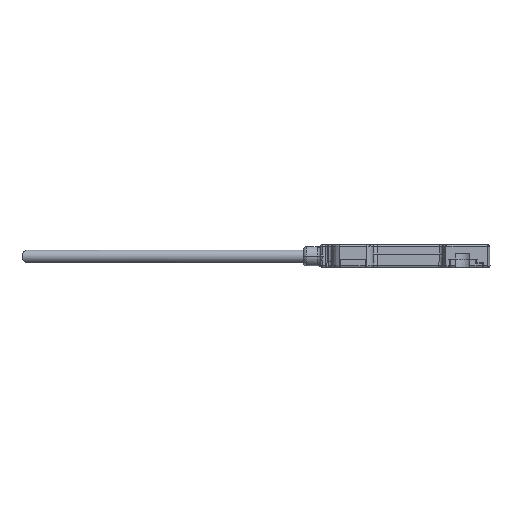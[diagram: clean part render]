
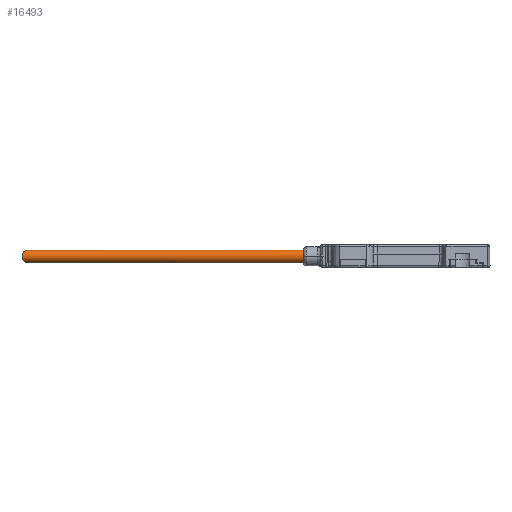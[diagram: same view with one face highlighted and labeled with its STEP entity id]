
A CAD part, left-side view. The second image highlights one B-rep face of the part: STEP entity #16493.
In plain terms, the highlighted cylindrical face has radius 1.102 mm (diameter 2.205 mm), a partial arc.
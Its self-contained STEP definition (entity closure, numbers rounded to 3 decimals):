
#281 = VERTEX_POINT ( 'NONE', #300 ) ;
#300 = CARTESIAN_POINT ( 'NONE',  ( -44.622, -40.393, 1.128 ) ) ;
#545 = CARTESIAN_POINT ( 'NONE',  ( -43.845, 11.503, 0.807 ) ) ;
#794 = DIRECTION ( 'NONE',  ( 0., 1., 0. ) ) ;
#810 = CARTESIAN_POINT ( 'NONE',  ( -44.519, -40.379, 1.026 ) ) ;
#1696 = CARTESIAN_POINT ( 'NONE',  ( -44.947, -40.425, 1.766 ) ) ;
#2043 = CARTESIAN_POINT ( 'NONE',  ( -44.807, -40.415, 2.467 ) ) ;
#2760 = CARTESIAN_POINT ( 'NONE',  ( -44.399, -40.367, 0.946 ) ) ;
#3312 = CARTESIAN_POINT ( 'NONE',  ( -43.845, -40.347, 0.807 ) ) ;
#3534 = CARTESIAN_POINT ( 'NONE',  ( -44.918, -40.424, 2.199 ) ) ;
#3897 = B_SPLINE_CURVE_WITH_KNOTS ( 'NONE', 3,
 ( #11255, #810, #2760, #9643, #8138, #9759 ),
 .UNSPECIFIED., .F., .F.,
 ( 4, 2, 4 ),
 ( 0., 0., 0.001 ),
 .UNSPECIFIED. ) ;
#4462 = ORIENTED_EDGE ( 'NONE', *, *, #5631, .T. ) ;
#4491 = AXIS2_PLACEMENT_3D ( 'NONE', #15334, #22349, #13731 ) ;
#4994 = VERTEX_POINT ( 'NONE', #12735 ) ;
#5099 = DIRECTION ( 'NONE',  ( 0., 1., 0. ) ) ;
#5253 = CARTESIAN_POINT ( 'NONE',  ( -44.725, -40.407, 1.231 ) ) ;
#5345 = CARTESIAN_POINT ( 'NONE',  ( -44.132, -40.351, 2.983 ) ) ;
#5631 = EDGE_CURVE ( 'NONE', #18918, #9128, #15886, .T. ) ;
#5641 = ORIENTED_EDGE ( 'NONE', *, *, #20959, .F. ) ;
#6398 = CARTESIAN_POINT ( 'NONE',  ( -43.845, 11.503, 0.807 ) ) ;
#6709 = FACE_OUTER_BOUND ( 'NONE', #16468, .T. ) ;
#6797 = CARTESIAN_POINT ( 'NONE',  ( -43.845, 11.503, 3.012 ) ) ;
#7276 = CARTESIAN_POINT ( 'NONE',  ( -44.622, -40.393, 2.691 ) ) ;
#7645 = VERTEX_POINT ( 'NONE', #545 ) ;
#7750 = ORIENTED_EDGE ( 'NONE', *, *, #8718, .F. ) ;
#8117 = CARTESIAN_POINT ( 'NONE',  ( -46.049, 13.707, 3.012 ) ) ;
#8138 = CARTESIAN_POINT ( 'NONE',  ( -43.988, -40.347, 0.807 ) ) ;
#8718 = EDGE_CURVE ( 'NONE', #18918, #4994, #20237, .T. ) ;
#9128 = VERTEX_POINT ( 'NONE', #6797 ) ;
#9219 = ORIENTED_EDGE ( 'NONE', *, *, #21225, .F. ) ;
#9295 = LINE ( 'NONE', #19986, #22503 ) ;
#9643 = CARTESIAN_POINT ( 'NONE',  ( -44.132, -40.351, 0.836 ) ) ;
#9759 = CARTESIAN_POINT ( 'NONE',  ( -43.845, -40.347, 0.807 ) ) ;
#10053 = CYLINDRICAL_SURFACE ( 'NONE', #4491, 1.102 ) ;
#10537 = CARTESIAN_POINT ( 'NONE',  ( -44.725, -40.407, 2.588 ) ) ;
#10657 = CARTESIAN_POINT ( 'NONE',  ( -43.845, -40.347, 3.012 ) ) ;
#11255 = CARTESIAN_POINT ( 'NONE',  ( -44.622, -40.393, 1.128 ) ) ;
#12032 = CARTESIAN_POINT ( 'NONE',  ( -43.845, 11.503, 3.012 ) ) ;
#12341 = EDGE_CURVE ( 'NONE', #281, #18721, #3897, .T. ) ;
#12600 = CARTESIAN_POINT ( 'NONE',  ( -44.918, -40.424, 1.62 ) ) ;
#12735 = CARTESIAN_POINT ( 'NONE',  ( -44.622, -40.393, 2.691 ) ) ;
#12847 = ORIENTED_EDGE ( 'NONE', *, *, #12341, .F. ) ;
#13531 = CARTESIAN_POINT ( 'NONE',  ( -44.398, -40.367, 2.874 ) ) ;
#13731 = DIRECTION ( 'NONE',  ( 0., 0., 1. ) ) ;
#14286 = CARTESIAN_POINT ( 'NONE',  ( -44.519, -40.379, 2.793 ) ) ;
#14808 = B_SPLINE_CURVE_WITH_KNOTS ( 'NONE', 3,
 ( #17761, #10537, #2043, #3534, #22606, #1696, #12600, #22707, #5253, #19381 ),
 .UNSPECIFIED., .F., .F.,
 ( 4, 2, 2, 2, 4 ),
 ( 0., 0., 0.001, 0.001, 0.002 ),
 .UNSPECIFIED. ) ;
#15334 = CARTESIAN_POINT ( 'NONE',  ( -43.845, -47.228, 1.909 ) ) ;
#15672 = CARTESIAN_POINT ( 'NONE',  ( -43.845, -40.347, 3.012 ) ) ;
#15886 = LINE ( 'NONE', #19109, #18503 ) ;
#16468 = EDGE_LOOP ( 'NONE', ( #5641, #12847, #9219, #7750, #4462, #19634 ) ) ;
#16493 = ADVANCED_FACE ( 'NONE', ( #6709 ), #10053, .T. ) ;
#17734 = CARTESIAN_POINT ( 'NONE',  ( -43.988, -40.347, 3.012 ) ) ;
#17761 = CARTESIAN_POINT ( 'NONE',  ( -44.622, -40.393, 2.691 ) ) ;
#18503 = VECTOR ( 'NONE', #5099, 1000. ) ;
#18690 = CARTESIAN_POINT ( 'NONE',  ( -46.049, 13.707, 0.807 ) ) ;
#18721 = VERTEX_POINT ( 'NONE', #3312 ) ;
#18918 = VERTEX_POINT ( 'NONE', #10657 ) ;
#19109 = CARTESIAN_POINT ( 'NONE',  ( -43.845, -47.228, 3.012 ) ) ;
#19381 = CARTESIAN_POINT ( 'NONE',  ( -44.622, -40.393, 1.128 ) ) ;
#19634 = ORIENTED_EDGE ( 'NONE', *, *, #21017, .T. ) ;
#19986 = CARTESIAN_POINT ( 'NONE',  ( -43.845, -47.228, 0.807 ) ) ;
#20034 =( BOUNDED_CURVE ( )  B_SPLINE_CURVE ( 3, ( #12032, #8117, #18690, #6398 ),
 .UNSPECIFIED., .F., .F. ) 
 B_SPLINE_CURVE_WITH_KNOTS ( ( 4, 4 ),
 ( 4.712, 7.854 ),
 .UNSPECIFIED. ) 
 CURVE ( )  GEOMETRIC_REPRESENTATION_ITEM ( )  RATIONAL_B_SPLINE_CURVE ( ( 1., 0.333, 0.333, 1. ) ) 
 REPRESENTATION_ITEM ( '' )  );
#20237 = B_SPLINE_CURVE_WITH_KNOTS ( 'NONE', 3,
 ( #15672, #17734, #5345, #13531, #14286, #7276 ),
 .UNSPECIFIED., .F., .F.,
 ( 4, 2, 4 ),
 ( 0.001, 0.001, 0.002 ),
 .UNSPECIFIED. ) ;
#20959 = EDGE_CURVE ( 'NONE', #18721, #7645, #9295, .T. ) ;
#21017 = EDGE_CURVE ( 'NONE', #9128, #7645, #20034, .T. ) ;
#21225 = EDGE_CURVE ( 'NONE', #4994, #281, #14808, .T. ) ;
#22349 = DIRECTION ( 'NONE',  ( 0., 1., 0. ) ) ;
#22503 = VECTOR ( 'NONE', #794, 1000. ) ;
#22606 = CARTESIAN_POINT ( 'NONE',  ( -44.947, -40.425, 2.054 ) ) ;
#22707 = CARTESIAN_POINT ( 'NONE',  ( -44.807, -40.415, 1.354 ) ) ;
